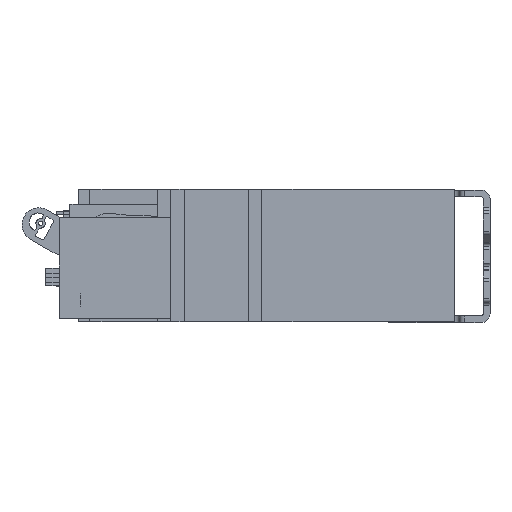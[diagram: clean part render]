
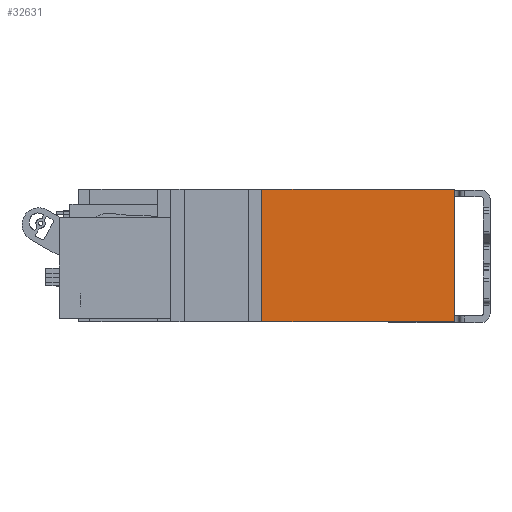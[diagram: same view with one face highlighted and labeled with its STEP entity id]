
A CAD part, front view. The second image highlights one B-rep face of the part: STEP entity #32631.
In plain terms, the highlighted planar face has unit normal (0, -1, 0).
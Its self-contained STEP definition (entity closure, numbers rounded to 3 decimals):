
#3176=DIRECTION('',(-1.,0.,0.));
#3177=VECTOR('',#3176,28.513);
#3178=CARTESIAN_POINT('',(24.962,-85.749,0.));
#3179=LINE('',#3178,#3177);
#4056=DIRECTION('',(-1.,0.,0.));
#4057=VECTOR('',#4056,28.513);
#4058=CARTESIAN_POINT('',(24.962,-85.749,19.6));
#4059=LINE('',#4058,#4057);
#11871=DIRECTION('',(0.,0.,1.));
#11872=VECTOR('',#11871,19.6);
#11873=CARTESIAN_POINT('',(24.962,-85.749,0.));
#11874=LINE('',#11873,#11872);
#11875=DIRECTION('',(0.,0.,1.));
#11876=VECTOR('',#11875,19.6);
#11877=CARTESIAN_POINT('',(-3.551,-85.749,0.));
#11878=LINE('',#11877,#11876);
#13401=CARTESIAN_POINT('',(24.962,-85.749,0.));
#13402=CARTESIAN_POINT('',(-3.551,-85.749,0.));
#13403=VERTEX_POINT('',#13401);
#13404=VERTEX_POINT('',#13402);
#13476=CARTESIAN_POINT('',(24.962,-85.749,19.6));
#13478=VERTEX_POINT('',#13476);
#13479=CARTESIAN_POINT('',(-3.551,-85.749,19.6));
#13480=VERTEX_POINT('',#13479);
#32619=CARTESIAN_POINT('',(24.962,-85.749,0.));
#32620=DIRECTION('',(0.,-1.,0.));
#32621=DIRECTION('',(-1.,0.,0.));
#32622=AXIS2_PLACEMENT_3D('',#32619,#32620,#32621);
#32623=PLANE('',#32622);
#32624=ORIENTED_EDGE('',*,*,#19844,.T.);
#32626=ORIENTED_EDGE('',*,*,#32625,.T.);
#32627=ORIENTED_EDGE('',*,*,#20583,.F.);
#32628=ORIENTED_EDGE('',*,*,#19909,.F.);
#32629=EDGE_LOOP('',(#32624,#32626,#32627,#32628));
#32630=FACE_OUTER_BOUND('',#32629,.F.);
#32631=ADVANCED_FACE('',(#32630),#32623,.T.);
#19844=EDGE_CURVE('',#13403,#13404,#3179,.T.);
#19909=EDGE_CURVE('',#13403,#13478,#11874,.T.);
#20583=EDGE_CURVE('',#13478,#13480,#4059,.T.);
#32625=EDGE_CURVE('',#13404,#13480,#11878,.T.);
